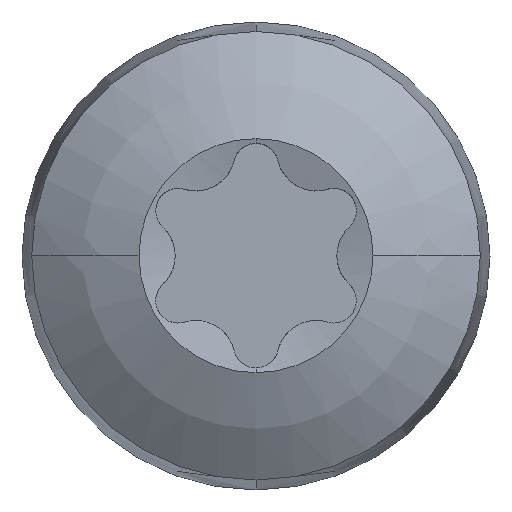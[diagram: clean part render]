
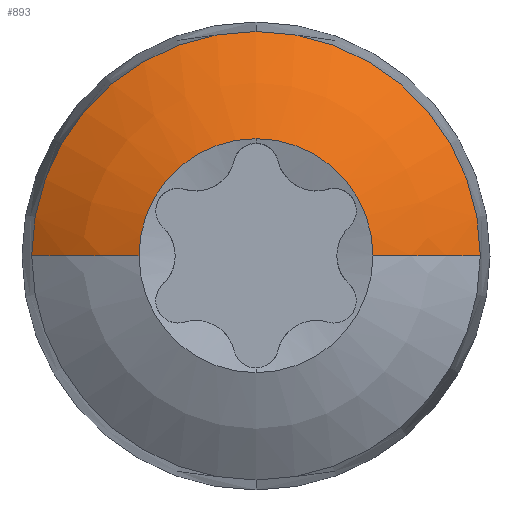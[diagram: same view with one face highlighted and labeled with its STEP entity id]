
A CAD part, top view. The second image highlights one B-rep face of the part: STEP entity #893.
In plain terms, the highlighted spherical face has radius 3.904 mm.
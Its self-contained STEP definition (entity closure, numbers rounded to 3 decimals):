
#144=CARTESIAN_POINT('',(0.,1.25,2.1));
#145=VERTEX_POINT('',#144);
#154=CARTESIAN_POINT('',(-1.25,0.,2.1));
#155=VERTEX_POINT('',#154);
#156=CARTESIAN_POINT('',(0.,0.,2.1));
#157=DIRECTION('',(0.0,0.0,1.0));
#158=DIRECTION('',(0.0,1.0,0.0));
#159=AXIS2_PLACEMENT_3D('',#156,#157,#158);
#160=CIRCLE('',#159,1.25);
#161=EDGE_CURVE('',#145,#155,#160,.T.);
#307=CARTESIAN_POINT('',(1.25,0.,2.1));
#308=VERTEX_POINT('',#307);
#309=CARTESIAN_POINT('',(2.396,0.,1.484));
#310=VERTEX_POINT('',#309);
#311=CARTESIAN_POINT('',(0.,0.,-1.598));
#312=DIRECTION('',(0.0,1.0,0.0));
#313=DIRECTION('',(1.0,0.0,0.0));
#314=AXIS2_PLACEMENT_3D('',#311,#312,#313);
#315=CIRCLE('',#314,3.904);
#316=EDGE_CURVE('',#308,#310,#315,.T.);
#326=CARTESIAN_POINT('',(-2.396,0.,1.484));
#327=VERTEX_POINT('',#326);
#328=CARTESIAN_POINT('',(0.,0.,-1.598));
#329=DIRECTION('',(0.0,-1.0,0.0));
#330=DIRECTION('',(-1.0,0.0,0.0));
#331=AXIS2_PLACEMENT_3D('',#328,#329,#330);
#332=CIRCLE('',#331,3.904);
#333=EDGE_CURVE('',#155,#327,#332,.T.);
#359=CARTESIAN_POINT('',(0.,2.396,1.484));
#360=VERTEX_POINT('',#359);
#369=CARTESIAN_POINT('',(0.,0.,1.484));
#370=DIRECTION('',(0.0,0.0,1.0));
#371=DIRECTION('',(0.0,1.0,0.0));
#372=AXIS2_PLACEMENT_3D('',#369,#370,#371);
#373=CIRCLE('',#372,2.396);
#374=EDGE_CURVE('',#310,#360,#373,.T.);
#864=CARTESIAN_POINT('',(0.,0.,1.484));
#865=DIRECTION('',(0.0,0.0,1.0));
#866=DIRECTION('',(0.0,1.0,0.0));
#867=AXIS2_PLACEMENT_3D('',#864,#865,#866);
#868=CIRCLE('',#867,2.396);
#869=EDGE_CURVE('',#360,#327,#868,.T.);
#874=CARTESIAN_POINT('',(0.,0.,-1.598));
#875=DIRECTION('',(0.0,0.0,1.0));
#876=DIRECTION('',(1.0,0.0,0.0));
#877=AXIS2_PLACEMENT_3D('',#874,#875,#876);
#878=SPHERICAL_SURFACE('',#877,3.904);
#879=ORIENTED_EDGE('',*,*,#316,.T.);
#880=ORIENTED_EDGE('',*,*,#374,.T.);
#881=ORIENTED_EDGE('',*,*,#869,.T.);
#882=ORIENTED_EDGE('',*,*,#333,.F.);
#883=ORIENTED_EDGE('',*,*,#161,.F.);
#884=CARTESIAN_POINT('',(0.,0.,2.1));
#885=DIRECTION('',(0.0,0.0,1.0));
#886=DIRECTION('',(0.0,1.0,0.0));
#887=AXIS2_PLACEMENT_3D('',#884,#885,#886);
#888=CIRCLE('',#887,1.25);
#889=EDGE_CURVE('',#308,#145,#888,.T.);
#890=ORIENTED_EDGE('',*,*,#889,.F.);
#891=EDGE_LOOP('',(#879,#880,#881,#882,#883,#890));
#892=FACE_OUTER_BOUND('',#891,.T.);
#893=ADVANCED_FACE('',(#892),#878,.T.);
